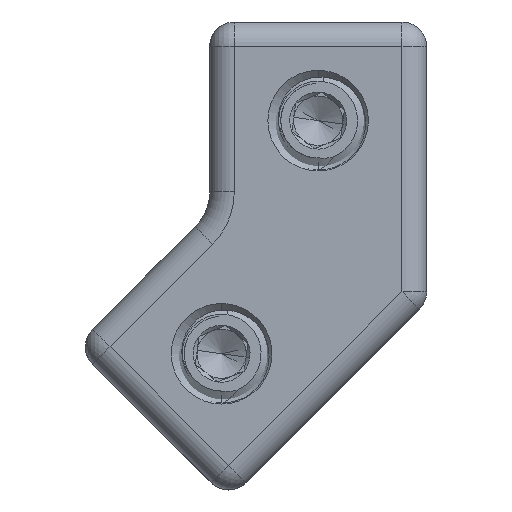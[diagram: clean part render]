
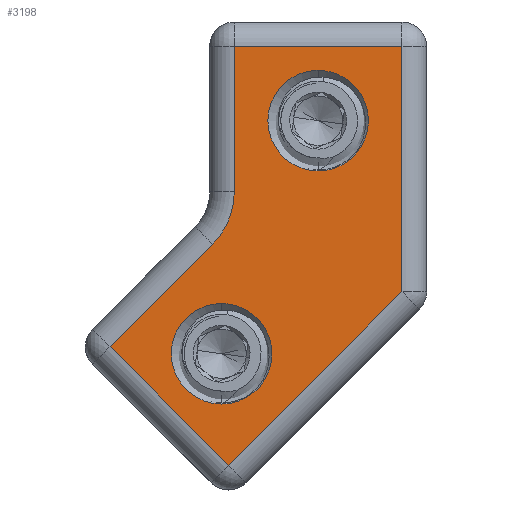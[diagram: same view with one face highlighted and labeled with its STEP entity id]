
A CAD part, left-side view. The second image highlights one B-rep face of the part: STEP entity #3198.
In plain terms, the highlighted planar face has unit normal (-1, 0, 0).
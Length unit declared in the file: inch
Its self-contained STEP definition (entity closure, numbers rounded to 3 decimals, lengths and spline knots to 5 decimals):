
#76 = CARTESIAN_POINT ( 'NONE',  ( -2., 0.50205, -0.41366 ) ) ;
#111 = CARTESIAN_POINT ( 'NONE',  ( -2., 0.51972, -0.13081 ) ) ;
#263 = EDGE_CURVE ( 'NONE', #858, #1930, #2616, .T. ) ;
#313 = ORIENTED_EDGE ( 'NONE', *, *, #4577, .T. ) ;
#321 = ORIENTED_EDGE ( 'NONE', *, *, #1800, .F. ) ;
#399 = CARTESIAN_POINT ( 'NONE',  ( -2., 0.34471, 0.34471 ) ) ;
#403 = CARTESIAN_POINT ( 'NONE',  ( -2., 0.4875, 0.6475 ) ) ;
#485 = EDGE_LOOP ( 'NONE', ( #321, #900 ) ) ;
#499 = EDGE_CURVE ( 'NONE', #2648, #4788, #4353, .T. ) ;
#643 = VERTEX_POINT ( 'NONE', #5412 ) ;
#742 = VERTEX_POINT ( 'NONE', #1087 ) ;
#781 = DIRECTION ( 'NONE',  ( 0., 0.707, -0.707 ) ) ;
#810 = CIRCLE ( 'NONE', #1924, 0.1275 ) ;
#816 = VERTEX_POINT ( 'NONE', #5627 ) ;
#844 = CARTESIAN_POINT ( 'NONE',  ( -2., 0.4875, 0. ) ) ;
#847 = ORIENTED_EDGE ( 'NONE', *, *, #4114, .T. ) ;
#858 = VERTEX_POINT ( 'NONE', #4293 ) ;
#900 = ORIENTED_EDGE ( 'NONE', *, *, #2089, .F. ) ;
#932 = PLANE ( 'NONE',  #2562 ) ;
#978 = DIRECTION ( 'NONE',  ( 0., 1., 0. ) ) ;
#1048 = ORIENTED_EDGE ( 'NONE', *, *, #263, .T. ) ;
#1087 = CARTESIAN_POINT ( 'NONE',  ( -2., 0.54242, 0.14701 ) ) ;
#1141 = CARTESIAN_POINT ( 'NONE',  ( -2., 0.51972, -0.25831 ) ) ;
#1183 = LINE ( 'NONE', #3272, #2250 ) ;
#1264 = DIRECTION ( 'NONE',  ( 0., 0., 1. ) ) ;
#1304 = EDGE_LOOP ( 'NONE', ( #4468, #3403 ) ) ;
#1306 = CARTESIAN_POINT ( 'NONE',  ( -2., 0.275, 0.46 ) ) ;
#1325 = AXIS2_PLACEMENT_3D ( 'NONE', #5047, #3671, #2375 ) ;
#1345 = ORIENTED_EDGE ( 'NONE', *, *, #1561, .T. ) ;
#1382 = ORIENTED_EDGE ( 'NONE', *, *, #2977, .T. ) ;
#1385 = ORIENTED_EDGE ( 'NONE', *, *, #1455, .T. ) ;
#1409 = FACE_OUTER_BOUND ( 'NONE', #5101, .T. ) ;
#1414 = CARTESIAN_POINT ( 'NONE',  ( -2., 0.0625, 0.6475 ) ) ;
#1420 = EDGE_CURVE ( 'NONE', #3321, #643, #1798, .T. ) ;
#1432 = VECTOR ( 'NONE', #3945, 39.37008 ) ;
#1433 = DIRECTION ( 'NONE',  ( 0., -0.707, 0.707 ) ) ;
#1445 = CARTESIAN_POINT ( 'NONE',  ( -2., 0., 0. ) ) ;
#1451 = CARTESIAN_POINT ( 'NONE',  ( -2., 0.0625, 0. ) ) ;
#1455 = EDGE_CURVE ( 'NONE', #4612, #2648, #3262, .T. ) ;
#1561 = EDGE_CURVE ( 'NONE', #3089, #742, #2832, .T. ) ;
#1693 = FACE_BOUND ( 'NONE', #1304, .T. ) ;
#1727 = VECTOR ( 'NONE', #4130, 39.37008 ) ;
#1736 = CARTESIAN_POINT ( 'NONE',  ( -2., 0.45785, -0.45785 ) ) ;
#1763 = DIRECTION ( 'NONE',  ( -1., 0., 0. ) ) ;
#1798 = CIRCLE ( 'NONE', #5402, 0.1275 ) ;
#1800 = EDGE_CURVE ( 'NONE', #2044, #816, #2763, .T. ) ;
#1907 = DIRECTION ( 'NONE',  ( 0., 0., 1. ) ) ;
#1924 = AXIS2_PLACEMENT_3D ( 'NONE', #111, #5475, #3703 ) ;
#1930 = VERTEX_POINT ( 'NONE', #76 ) ;
#2012 = EDGE_CURVE ( 'NONE', #643, #3321, #810, .T. ) ;
#2044 = VERTEX_POINT ( 'NONE', #3242 ) ;
#2089 = EDGE_CURVE ( 'NONE', #816, #2044, #3256, .T. ) ;
#2179 = VECTOR ( 'NONE', #781, 39.37008 ) ;
#2250 = VECTOR ( 'NONE', #1433, 39.37008 ) ;
#2375 = DIRECTION ( 'NONE',  ( 0., 0., -1. ) ) ;
#2415 = ORIENTED_EDGE ( 'NONE', *, *, #499, .T. ) ;
#2562 = AXIS2_PLACEMENT_3D ( 'NONE', #1445, #3688, #3704 ) ;
#2616 = LINE ( 'NONE', #1736, #5056 ) ;
#2648 = VERTEX_POINT ( 'NONE', #1414 ) ;
#2759 = CARTESIAN_POINT ( 'NONE',  ( -2., 0., 0.6475 ) ) ;
#2763 = CIRCLE ( 'NONE', #2898, 0.1275 ) ;
#2825 = LINE ( 'NONE', #844, #1432 ) ;
#2832 = CIRCLE ( 'NONE', #1325, 0.1875 ) ;
#2898 = AXIS2_PLACEMENT_3D ( 'NONE', #1306, #5747, #1264 ) ;
#2977 = EDGE_CURVE ( 'NONE', #742, #858, #4832, .T. ) ;
#3089 = VERTEX_POINT ( 'NONE', #4960 ) ;
#3198 = ADVANCED_FACE ( 'NONE', ( #1409, #4972, #1693 ), #932, .F. ) ;
#3242 = CARTESIAN_POINT ( 'NONE',  ( -2., 0.275, 0.5875 ) ) ;
#3256 = CIRCLE ( 'NONE', #3308, 0.1275 ) ;
#3262 = LINE ( 'NONE', #1451, #1727 ) ;
#3272 = CARTESIAN_POINT ( 'NONE',  ( -2., 0.04419, 0.04419 ) ) ;
#3308 = AXIS2_PLACEMENT_3D ( 'NONE', #4579, #5027, #1907 ) ;
#3321 = VERTEX_POINT ( 'NONE', #1141 ) ;
#3403 = ORIENTED_EDGE ( 'NONE', *, *, #1420, .F. ) ;
#3671 = DIRECTION ( 'NONE',  ( 1., 0., 0. ) ) ;
#3688 = DIRECTION ( 'NONE',  ( 1., 0., 0. ) ) ;
#3703 = DIRECTION ( 'NONE',  ( 0., 0., 1. ) ) ;
#3704 = DIRECTION ( 'NONE',  ( 0., 0., -1. ) ) ;
#3945 = DIRECTION ( 'NONE',  ( 0., 0., -1. ) ) ;
#4114 = EDGE_CURVE ( 'NONE', #1930, #4612, #1183, .T. ) ;
#4130 = DIRECTION ( 'NONE',  ( 0., 0., 1. ) ) ;
#4293 = CARTESIAN_POINT ( 'NONE',  ( -2., 0.80257, -0.11314 ) ) ;
#4353 = LINE ( 'NONE', #2759, #5408 ) ;
#4420 = CARTESIAN_POINT ( 'NONE',  ( -2., 0.51972, -0.13081 ) ) ;
#4468 = ORIENTED_EDGE ( 'NONE', *, *, #2012, .F. ) ;
#4577 = EDGE_CURVE ( 'NONE', #4788, #3089, #2825, .T. ) ;
#4579 = CARTESIAN_POINT ( 'NONE',  ( -2., 0.275, 0.46 ) ) ;
#4612 = VERTEX_POINT ( 'NONE', #5737 ) ;
#4788 = VERTEX_POINT ( 'NONE', #403 ) ;
#4832 = LINE ( 'NONE', #399, #2179 ) ;
#4884 = DIRECTION ( 'NONE',  ( 0., 0., 1. ) ) ;
#4960 = CARTESIAN_POINT ( 'NONE',  ( -2., 0.4875, 0.27959 ) ) ;
#4972 = FACE_BOUND ( 'NONE', #485, .T. ) ;
#5027 = DIRECTION ( 'NONE',  ( -1., 0., 0. ) ) ;
#5047 = CARTESIAN_POINT ( 'NONE',  ( -2., 0.675, 0.27959 ) ) ;
#5056 = VECTOR ( 'NONE', #5301, 39.37008 ) ;
#5101 = EDGE_LOOP ( 'NONE', ( #1382, #1048, #847, #1385, #2415, #313, #1345 ) ) ;
#5301 = DIRECTION ( 'NONE',  ( 0., -0.707, -0.707 ) ) ;
#5402 = AXIS2_PLACEMENT_3D ( 'NONE', #4420, #1763, #4884 ) ;
#5408 = VECTOR ( 'NONE', #978, 39.37008 ) ;
#5412 = CARTESIAN_POINT ( 'NONE',  ( -2., 0.51972, -0.00331 ) ) ;
#5475 = DIRECTION ( 'NONE',  ( -1., 0., 0. ) ) ;
#5627 = CARTESIAN_POINT ( 'NONE',  ( -2., 0.275, 0.3325 ) ) ;
#5737 = CARTESIAN_POINT ( 'NONE',  ( -2., 0.0625, 0.02589 ) ) ;
#5747 = DIRECTION ( 'NONE',  ( -1., 0., 0. ) ) ;
